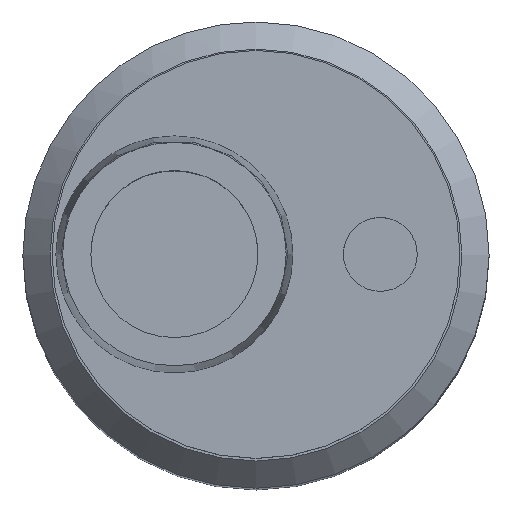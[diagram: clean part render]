
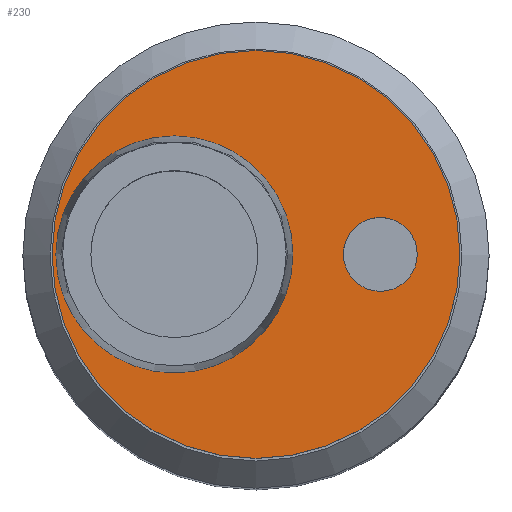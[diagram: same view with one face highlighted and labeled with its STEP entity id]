
A CAD part, top view. The second image highlights one B-rep face of the part: STEP entity #230.
In plain terms, the highlighted planar face has unit normal (0, 0, 1).
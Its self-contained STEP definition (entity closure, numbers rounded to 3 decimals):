
#3 = AXIS2_PLACEMENT_3D ( 'NONE', #29, #152, #261 ) ;
#8 = CARTESIAN_POINT ( 'NONE',  ( 2.25, 0., 37. ) ) ;
#13 = ORIENTED_EDGE ( 'NONE', *, *, #251, .F. ) ;
#18 = EDGE_LOOP ( 'NONE', ( #13 ) ) ;
#29 = CARTESIAN_POINT ( 'NONE',  ( -2.1, 0., 37. ) ) ;
#34 = PLANE ( 'NONE',  #362 ) ;
#37 = VERTEX_POINT ( 'NONE', #129 ) ;
#44 = VERTEX_POINT ( 'NONE', #8 ) ;
#46 = EDGE_CURVE ( 'NONE', #37, #37, #72, .T. ) ;
#62 = AXIS2_PLACEMENT_3D ( 'NONE', #155, #146, #295 ) ;
#72 = CIRCLE ( 'NONE', #116, 5.25 ) ;
#82 = DIRECTION ( 'NONE',  ( 0., 0., 1. ) ) ;
#113 = ORIENTED_EDGE ( 'NONE', *, *, #240, .T. ) ;
#115 = CARTESIAN_POINT ( 'NONE',  ( 0., 5.313, 37. ) ) ;
#116 = AXIS2_PLACEMENT_3D ( 'NONE', #181, #82, #177 ) ;
#129 = CARTESIAN_POINT ( 'NONE',  ( 5.25, 0., 37. ) ) ;
#138 = CIRCLE ( 'NONE', #62, 0.95 ) ;
#146 = DIRECTION ( 'NONE',  ( 0., 0., -1. ) ) ;
#152 = DIRECTION ( 'NONE',  ( 0., 0., 1. ) ) ;
#155 = CARTESIAN_POINT ( 'NONE',  ( 3.2, 0., 37. ) ) ;
#165 = CARTESIAN_POINT ( 'NONE',  ( 0.95, 0., 37. ) ) ;
#176 = FACE_OUTER_BOUND ( 'NONE', #279, .T. ) ;
#177 = DIRECTION ( 'NONE',  ( 1., 0., 0. ) ) ;
#180 = DIRECTION ( 'NONE',  ( 1., 0., 0. ) ) ;
#181 = CARTESIAN_POINT ( 'NONE',  ( 0., 0., 37. ) ) ;
#225 = ORIENTED_EDGE ( 'NONE', *, *, #46, .T. ) ;
#230 = ADVANCED_FACE ( 'NONE', ( #298, #176, #324 ), #34, .T. ) ;
#240 = EDGE_CURVE ( 'NONE', #44, #44, #138, .T. ) ;
#247 = VERTEX_POINT ( 'NONE', #165 ) ;
#251 = EDGE_CURVE ( 'NONE', #247, #247, #347, .T. ) ;
#252 = EDGE_LOOP ( 'NONE', ( #113 ) ) ;
#261 = DIRECTION ( 'NONE',  ( 1., 0., 0. ) ) ;
#279 = EDGE_LOOP ( 'NONE', ( #225 ) ) ;
#290 = DIRECTION ( 'NONE',  ( 0., 0., 1. ) ) ;
#295 = DIRECTION ( 'NONE',  ( -1., 0., 0. ) ) ;
#298 = FACE_BOUND ( 'NONE', #18, .T. ) ;
#324 = FACE_BOUND ( 'NONE', #252, .T. ) ;
#347 = CIRCLE ( 'NONE', #3, 3.05 ) ;
#362 = AXIS2_PLACEMENT_3D ( 'NONE', #115, #290, #180 ) ;
